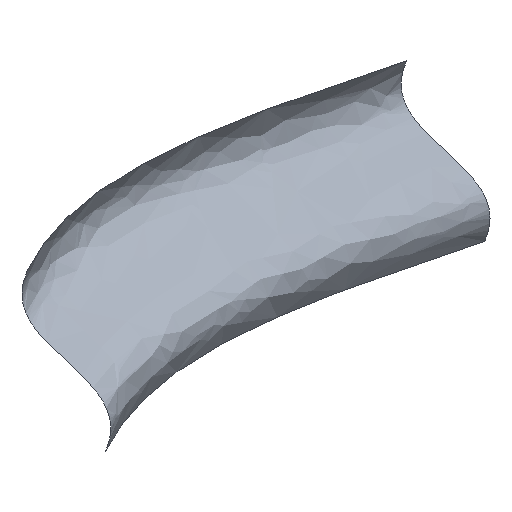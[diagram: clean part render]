
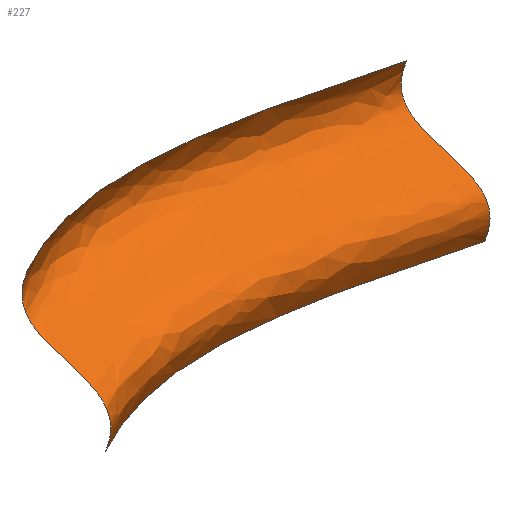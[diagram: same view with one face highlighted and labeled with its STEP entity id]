
A CAD part, isometric view. The second image highlights one B-rep face of the part: STEP entity #227.
In plain terms, the highlighted free-form (B-spline) face has degree [5, 5] with [6, 6] control points.
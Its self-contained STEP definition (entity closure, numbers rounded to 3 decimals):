
#145=CARTESIAN_POINT('Control Point',(0.99,0.205,0.3)) ;
#146=CARTESIAN_POINT('Control Point',(0.99,0.251,0.187)) ;
#147=CARTESIAN_POINT('Control Point',(0.99,0.206,0.13)) ;
#148=CARTESIAN_POINT('Control Point',(0.99,0.004,0.17)) ;
#149=CARTESIAN_POINT('Control Point',(0.99,-0.041,0.113)) ;
#150=CARTESIAN_POINT('Control Point',(0.99,0.005,0.)) ;
#151=CARTESIAN_POINT('Control Point',(0.805,0.256,0.3)) ;
#152=CARTESIAN_POINT('Control Point',(0.805,0.302,0.187)) ;
#153=CARTESIAN_POINT('Control Point',(0.805,0.256,0.13)) ;
#154=CARTESIAN_POINT('Control Point',(0.805,0.055,0.17)) ;
#155=CARTESIAN_POINT('Control Point',(0.805,0.01,0.113)) ;
#156=CARTESIAN_POINT('Control Point',(0.805,0.056,0.)) ;
#157=CARTESIAN_POINT('Control Point',(0.61,0.302,0.3)) ;
#158=CARTESIAN_POINT('Control Point',(0.61,0.348,0.187)) ;
#159=CARTESIAN_POINT('Control Point',(0.61,0.303,0.13)) ;
#160=CARTESIAN_POINT('Control Point',(0.61,0.102,0.17)) ;
#161=CARTESIAN_POINT('Control Point',(0.61,0.056,0.113)) ;
#162=CARTESIAN_POINT('Control Point',(0.61,0.102,0.)) ;
#163=CARTESIAN_POINT('Control Point',(0.403,0.352,0.3)) ;
#164=CARTESIAN_POINT('Control Point',(0.403,0.398,0.187)) ;
#165=CARTESIAN_POINT('Control Point',(0.403,0.353,0.13)) ;
#166=CARTESIAN_POINT('Control Point',(0.403,0.152,0.17)) ;
#167=CARTESIAN_POINT('Control Point',(0.403,0.107,0.113)) ;
#168=CARTESIAN_POINT('Control Point',(0.403,0.152,0.)) ;
#169=CARTESIAN_POINT('Control Point',(0.215,0.322,0.3)) ;
#170=CARTESIAN_POINT('Control Point',(0.215,0.367,0.187)) ;
#171=CARTESIAN_POINT('Control Point',(0.215,0.322,0.13)) ;
#172=CARTESIAN_POINT('Control Point',(0.215,0.121,0.17)) ;
#173=CARTESIAN_POINT('Control Point',(0.215,0.076,0.113)) ;
#174=CARTESIAN_POINT('Control Point',(0.215,0.122,0.)) ;
#175=CARTESIAN_POINT('Control Point',(0.04,0.225,0.3)) ;
#176=CARTESIAN_POINT('Control Point',(0.04,0.271,0.187)) ;
#177=CARTESIAN_POINT('Control Point',(0.04,0.226,0.13)) ;
#178=CARTESIAN_POINT('Control Point',(0.04,0.024,0.17)) ;
#179=CARTESIAN_POINT('Control Point',(0.04,-0.021,0.113)) ;
#180=CARTESIAN_POINT('Control Point',(0.04,0.025,0.)) ;
#182=CARTESIAN_POINT('Control Point',(0.99,0.205,0.3)) ;
#183=CARTESIAN_POINT('Control Point',(0.805,0.256,0.3)) ;
#184=CARTESIAN_POINT('Control Point',(0.61,0.302,0.3)) ;
#185=CARTESIAN_POINT('Control Point',(0.403,0.352,0.3)) ;
#186=CARTESIAN_POINT('Control Point',(0.215,0.322,0.3)) ;
#187=CARTESIAN_POINT('Control Point',(0.04,0.225,0.3)) ;
#188=CARTESIAN_POINT('Vertex',(0.99,0.205,0.3)) ;
#190=CARTESIAN_POINT('Vertex',(0.04,0.225,0.3)) ;
#194=CARTESIAN_POINT('Control Point',(0.04,0.225,0.3)) ;
#195=CARTESIAN_POINT('Control Point',(0.04,0.271,0.187)) ;
#196=CARTESIAN_POINT('Control Point',(0.04,0.226,0.13)) ;
#197=CARTESIAN_POINT('Control Point',(0.04,0.024,0.17)) ;
#198=CARTESIAN_POINT('Control Point',(0.04,-0.021,0.113)) ;
#199=CARTESIAN_POINT('Control Point',(0.04,0.025,0.)) ;
#200=CARTESIAN_POINT('Vertex',(0.04,0.025,0.)) ;
#204=CARTESIAN_POINT('Control Point',(0.99,0.005,0.)) ;
#205=CARTESIAN_POINT('Control Point',(0.805,0.056,0.)) ;
#206=CARTESIAN_POINT('Control Point',(0.61,0.102,0.)) ;
#207=CARTESIAN_POINT('Control Point',(0.403,0.152,0.)) ;
#208=CARTESIAN_POINT('Control Point',(0.215,0.122,0.)) ;
#209=CARTESIAN_POINT('Control Point',(0.04,0.025,0.)) ;
#210=CARTESIAN_POINT('Vertex',(0.99,0.005,0.)) ;
#214=CARTESIAN_POINT('Control Point',(0.99,0.205,0.3)) ;
#215=CARTESIAN_POINT('Control Point',(0.99,0.251,0.187)) ;
#216=CARTESIAN_POINT('Control Point',(0.99,0.206,0.13)) ;
#217=CARTESIAN_POINT('Control Point',(0.99,0.004,0.17)) ;
#218=CARTESIAN_POINT('Control Point',(0.99,-0.041,0.113)) ;
#219=CARTESIAN_POINT('Control Point',(0.99,0.005,0.)) ;
#222=ORIENTED_EDGE('',*,*,#192,.T.) ;
#223=ORIENTED_EDGE('',*,*,#202,.T.) ;
#224=ORIENTED_EDGE('',*,*,#212,.T.) ;
#225=ORIENTED_EDGE('',*,*,#220,.T.) ;
#227=ADVANCED_FACE('Fill.1',(#226),#144,.T.) ;
#181=B_SPLINE_CURVE_WITH_KNOTS('',5,(#182,#183,#184,#185,#186,#187),.UNSPECIFIED.,.F.,.U.,(6,6),(0.,0.996),.UNSPECIFIED.) ;
#193=B_SPLINE_CURVE_WITH_KNOTS('',5,(#194,#195,#196,#197,#198,#199),.UNSPECIFIED.,.F.,.U.,(6,6),(0.,0.594),.UNSPECIFIED.) ;
#203=B_SPLINE_CURVE_WITH_KNOTS('',5,(#204,#205,#206,#207,#208,#209),.UNSPECIFIED.,.F.,.U.,(6,6),(0.,0.996),.UNSPECIFIED.) ;
#213=B_SPLINE_CURVE_WITH_KNOTS('',5,(#214,#215,#216,#217,#218,#219),.UNSPECIFIED.,.F.,.U.,(6,6),(0.,0.594),.UNSPECIFIED.) ;
#144=B_SPLINE_SURFACE_WITH_KNOTS('',5,5,((#145,#146,#147,#148,#149,#150),(#151,#152,#153,#154,#155,#156),(#157,#158,#159,#160,#161,#162),(#163,#164,#165,#166,#167,#168),(#169,#170,#171,#172,#173,#174),(#175,#176,#177,#178,#179,#180)),.UNSPECIFIED.,.F.,.F.,.U.,(6,6),(6,6),(0.,0.996),(0.,0.594),.UNSPECIFIED.) ;
#192=EDGE_CURVE('',#189,#191,#181,.T.) ;
#202=EDGE_CURVE('',#191,#201,#193,.T.) ;
#212=EDGE_CURVE('',#201,#211,#203,.F.) ;
#220=EDGE_CURVE('',#211,#189,#213,.F.) ;
#221=EDGE_LOOP('',(#222,#223,#224,#225)) ;
#226=FACE_OUTER_BOUND('',#221,.T.) ;
#189=VERTEX_POINT('',#188) ;
#191=VERTEX_POINT('',#190) ;
#201=VERTEX_POINT('',#200) ;
#211=VERTEX_POINT('',#210) ;
